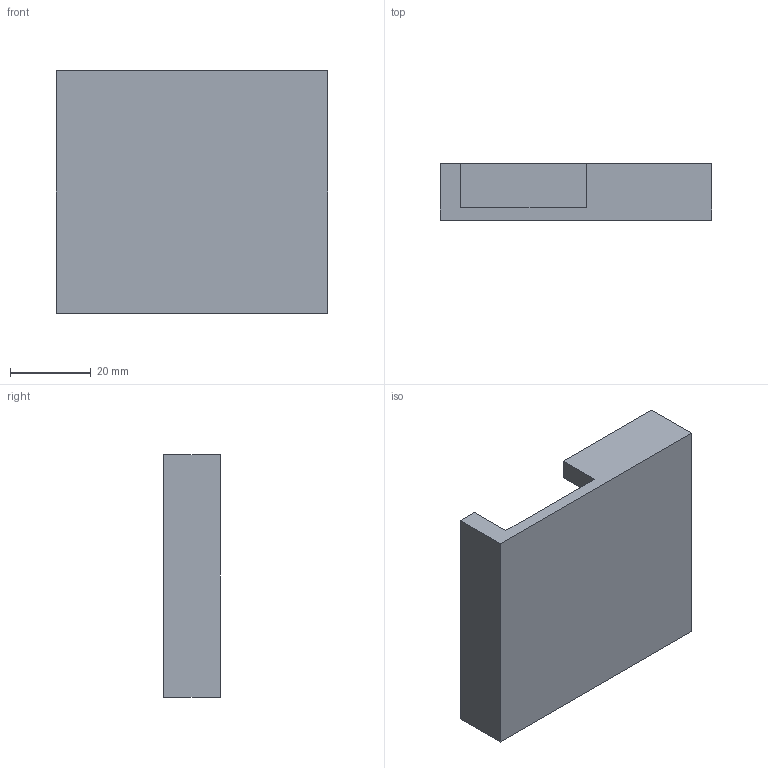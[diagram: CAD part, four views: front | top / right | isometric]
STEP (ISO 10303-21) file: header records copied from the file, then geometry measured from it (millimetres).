
FILE_DESCRIPTION(/* description */ (''),/* implementation_level */ '2;1');
FILE_NAME(/* name */ 'Audiovis.step',/* time_stamp */ '2025-12-09T18:27:01Z',/* author */ (''),/* organization */ (''),/* preprocessor_version */ 'ST-DEVELOPER v20.1',/* originating_system */ 'Autodesk Translation Framework v14.21.0.0',/* authorisation */ '');
FILE_SCHEMA (('AUTOMOTIVE_DESIGN { 1 0 10303 214 3 1 1 }'));
Length unit declared in the file: millimetre
Products named in the file (1): 2025-12-09-04-06-24-838
Bounding box: 66.95 x 14 x 59.97 mm (x, y, z)
Volume: 23172.9 mm3; surface area: 13401.7 mm2
Topology: 1 solids, 1 shells, 20 faces, 42 edges, 28 vertices
Faces by surface type: plane 16, cylinder 4
Full cylindrical faces by diameter (mm): 3 x4
Entity records: 567 total; most frequent: DIRECTION 92, CARTESIAN_POINT 91, ORIENTED_EDGE 84, EDGE_CURVE 42, LINE 34, VECTOR 34, AXIS2_PLACEMENT_3D 29, VERTEX_POINT 28
